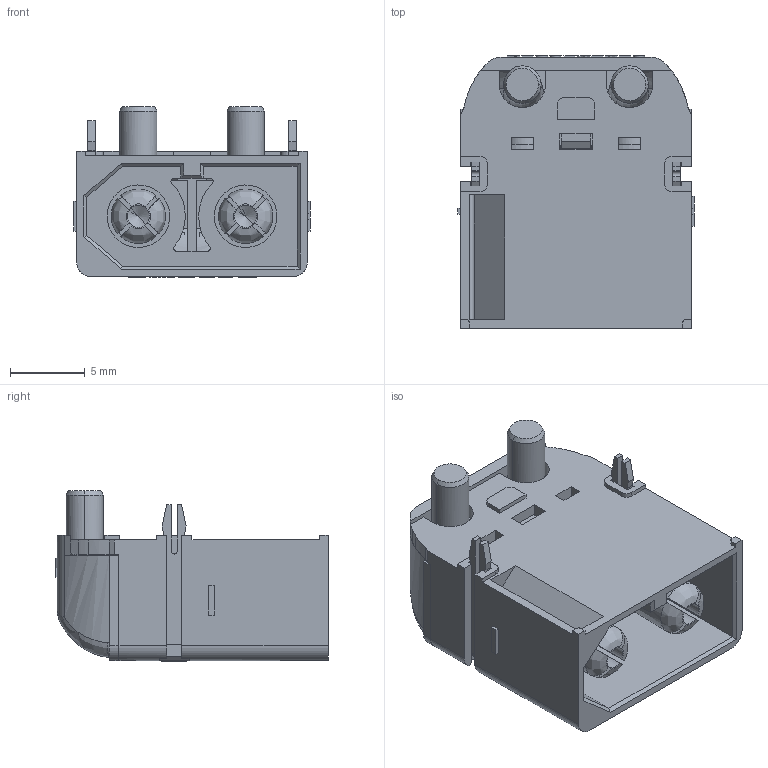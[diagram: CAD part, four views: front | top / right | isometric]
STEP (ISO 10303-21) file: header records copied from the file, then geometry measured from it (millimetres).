
FILE_DESCRIPTION (( 'STEP AP203' ), '1' );
FILE_NAME ('零件27^XT6PW-M.STEP', '2021-04-27T08:50:20', ( '微软用户' ), ( '微软中国' ), 'SwSTEP 2.0', 'SolidWorks 2018', '' );
FILE_SCHEMA (( 'CONFIG_CONTROL_DESIGN' ));
Length unit declared in the file: millimetre
Products named in the file (1): 錨璃27^XT6PW-M
Bounding box: 15.9 x 18.3 x 11.45 mm (x, y, z)
Volume: 1183.6 mm3; surface area: 2754.8 mm2
Topology: 1 solids, 3 shells, 669 faces, 1863 edges, 1216 vertices
Faces by surface type: plane 425, cylinder 142, bspline 88, cone 14
Entity records: 26872 total; most frequent: CARTESIAN_POINT 10040, ORIENTED_EDGE 3714, DIRECTION 3118, EDGE_CURVE 1857, LINE 1302, VECTOR 1302, VERTEX_POINT 1216, AXIS2_PLACEMENT_3D 908
